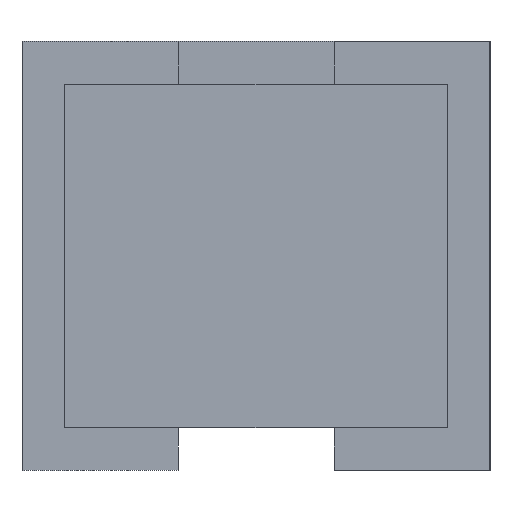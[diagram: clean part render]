
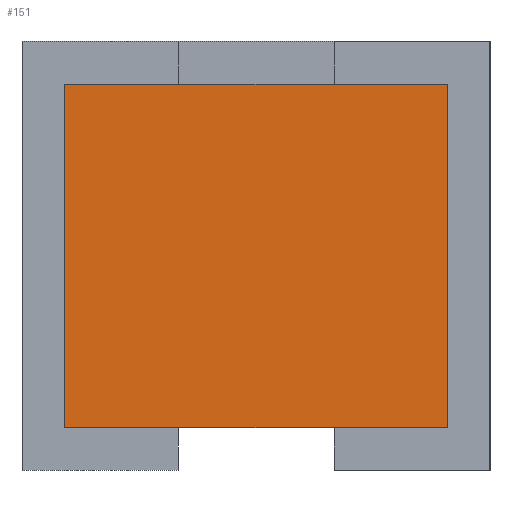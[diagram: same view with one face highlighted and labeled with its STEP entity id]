
A CAD part, front view. The second image highlights one B-rep face of the part: STEP entity #151.
In plain terms, the highlighted planar face has unit normal (0, -1, 0).
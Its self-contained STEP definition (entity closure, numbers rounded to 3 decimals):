
#75 = EDGE_CURVE('',#76,#78,#80,.T.);
#76 = VERTEX_POINT('',#77);
#77 = CARTESIAN_POINT('',(0.055,0.,0.055));
#78 = VERTEX_POINT('',#79);
#79 = CARTESIAN_POINT('',(0.055,0.,0.495));
#80 = LINE('',#81,#82);
#81 = CARTESIAN_POINT('',(0.055,0.,0.055));
#82 = VECTOR('',#83,1.);
#83 = DIRECTION('',(0.,0.,1.));
#115 = EDGE_CURVE('',#116,#118,#120,.T.);
#116 = VERTEX_POINT('',#117);
#117 = CARTESIAN_POINT('',(0.545,0.,0.055));
#118 = VERTEX_POINT('',#119);
#119 = CARTESIAN_POINT('',(0.545,0.,0.495));
#120 = LINE('',#121,#122);
#121 = CARTESIAN_POINT('',(0.545,0.,0.055));
#122 = VECTOR('',#123,1.);
#123 = DIRECTION('',(0.,0.,1.));
#151 = ADVANCED_FACE('',(#152),#168,.F.);
#152 = FACE_BOUND('',#153,.F.);
#153 = EDGE_LOOP('',(#154,#160,#161,#167));
#154 = ORIENTED_EDGE('',*,*,#155,.F.);
#155 = EDGE_CURVE('',#76,#116,#156,.T.);
#156 = LINE('',#157,#158);
#157 = CARTESIAN_POINT('',(0.055,0.,0.055));
#158 = VECTOR('',#159,1.);
#159 = DIRECTION('',(1.,0.,0.));
#160 = ORIENTED_EDGE('',*,*,#75,.T.);
#161 = ORIENTED_EDGE('',*,*,#162,.T.);
#162 = EDGE_CURVE('',#78,#118,#163,.T.);
#163 = LINE('',#164,#165);
#164 = CARTESIAN_POINT('',(0.055,0.,0.495));
#165 = VECTOR('',#166,1.);
#166 = DIRECTION('',(1.,0.,0.));
#167 = ORIENTED_EDGE('',*,*,#115,.F.);
#168 = PLANE('',#169);
#169 = AXIS2_PLACEMENT_3D('',#170,#171,#172);
#170 = CARTESIAN_POINT('',(0.055,0.,0.055));
#171 = DIRECTION('',(0.,1.,0.));
#172 = DIRECTION('',(0.,0.,1.));
